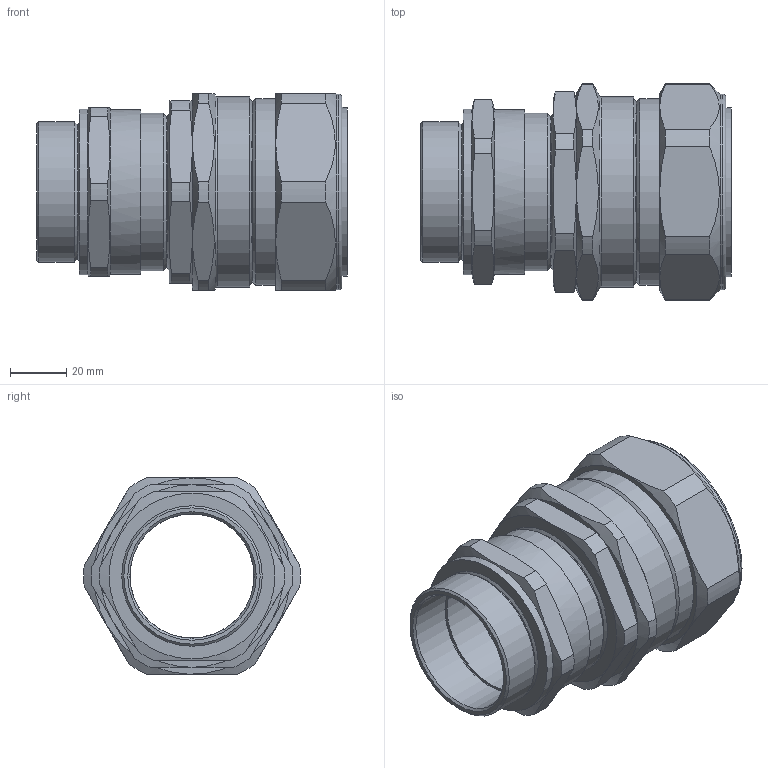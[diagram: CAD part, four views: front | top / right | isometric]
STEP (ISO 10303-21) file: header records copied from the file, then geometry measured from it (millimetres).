
FILE_DESCRIPTION (( 'STEP AP203' ), '1' );
FILE_NAME ('50E1FW1RA.STEP', '2019-10-09T09:20:01', ( '' ), ( '' ), 'SwSTEP 2.0', 'SolidWorks 2017', '' );
FILE_SCHEMA (( 'CONFIG_CONTROL_DESIGN' ));
Length unit declared in the file: millimetre
Products named in the file (1): 50E1FW1RA
Bounding box: 110.67 x 77.07 x 70.1 mm (x, y, z)
Surface area: 48441.8 mm2 (no closed solid volume)
Topology: 0 solids, 12 shells, 123 faces, 437 edges, 327 vertices
Faces by surface type: cone 41, cylinder 40, plane 37, torus 5
Full cylindrical faces by diameter (mm): 44.1 x1, 44.2 x2, 47.971 x1, 50 x1, 53.1 x1, 53.2 x1, 53.66 x1, 54.65 x1, 56 x1, 58.7 x1, 59 x1, 64.091 x1, 66.5 x1, 67.7 x1, 69.6 x1
Entity records: 6125 total; most frequent: CARTESIAN_POINT 2718, DIRECTION 620, ORIENTED_EDGE 601, EDGE_CURVE 385, VERTEX_POINT 319, AXIS2_PLACEMENT_3D 255, EDGE_LOOP 197, B_SPLINE_CURVE_WITH_KNOTS 144
